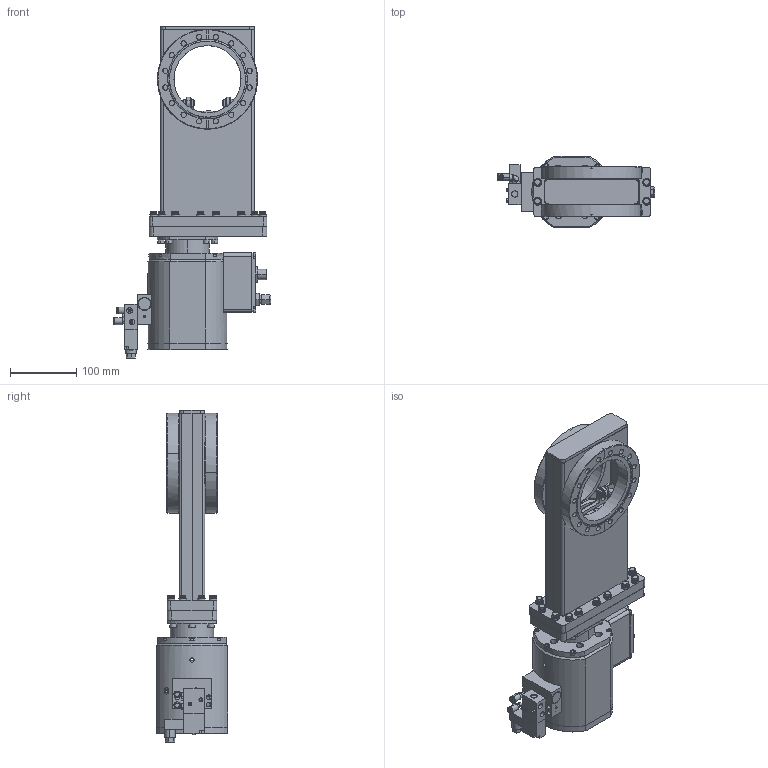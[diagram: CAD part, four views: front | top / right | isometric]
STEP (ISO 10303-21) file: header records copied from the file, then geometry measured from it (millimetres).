
FILE_DESCRIPTION (( 'STEP AP203' ), '1' );
FILE_NAME ('303004 rev B.STEP', '2011-06-28T21:39:53', ( '' ), ( '' ), 'SwSTEP 2.0', 'SolidWorks 2010', '' );
FILE_SCHEMA (( 'CONFIG_CONTROL_DESIGN' ));
Products named in the file (1): 303004 rev B
Bounding box: 239.09 x 107.95 x 503.02 mm (x, y, z)
Surface area: 494228.4 mm2 (no closed solid volume)
Topology: 0 solids, 101 shells, 1355 faces, 4319 edges, 3074 vertices
Faces by surface type: cylinder 793, plane 388, cone 139, torus 26, bspline 5, sphere 4
Entity records: 49542 total; most frequent: CARTESIAN_POINT 9484, DIRECTION 9337, ORIENTED_EDGE 7257, EDGE_CURVE 4307, AXIS2_PLACEMENT_3D 3737, VERTEX_POINT 3068, CIRCLE 2386, VECTOR 1863
